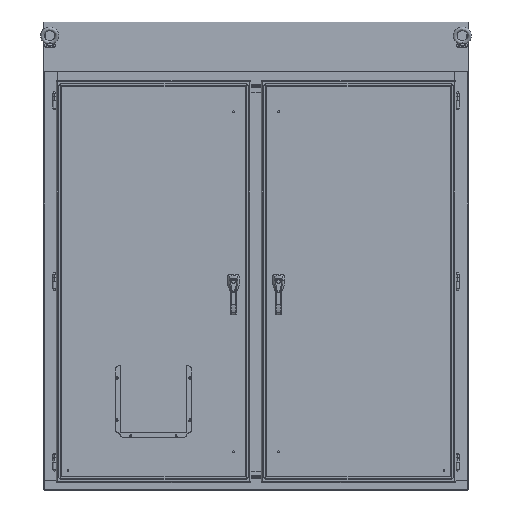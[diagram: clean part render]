
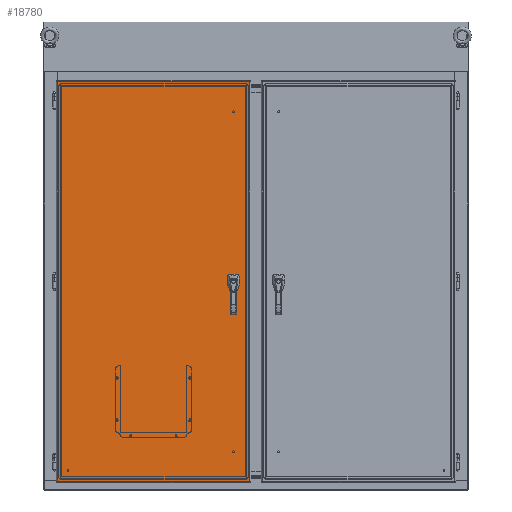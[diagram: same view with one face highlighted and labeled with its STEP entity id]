
A CAD part, front view. The second image highlights one B-rep face of the part: STEP entity #18780.
In plain terms, the highlighted planar face has unit normal (0, -1, 0).
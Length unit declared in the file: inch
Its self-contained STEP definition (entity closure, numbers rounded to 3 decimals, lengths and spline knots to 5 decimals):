
#62 = DIRECTION ( 'NONE',  ( 0., -1., 0. ) ) ;
#179 = AXIS2_PLACEMENT_3D ( 'NONE', #35681, #60982, #41094 ) ;
#439 = CARTESIAN_POINT ( 'NONE',  ( -4.387, -25.3755, -4.74296 ) ) ;
#1173 = VECTOR ( 'NONE', #26320, 39.37008 ) ;
#1522 = VERTEX_POINT ( 'NONE', #9004 ) ;
#1839 = VECTOR ( 'NONE', #8858, 39.37008 ) ;
#3463 = FACE_BOUND ( 'NONE', #47118, .T. ) ;
#3693 = CARTESIAN_POINT ( 'NONE',  ( -4.19107, -25.3755, -4.14789 ) ) ;
#4617 = CARTESIAN_POINT ( 'NONE',  ( -35.1905, -25.3755, -39.92139 ) ) ;
#5395 = CIRCLE ( 'NONE', #51758, 0.443 ) ;
#5423 = ORIENTED_EDGE ( 'NONE', *, *, #43682, .F. ) ;
#5893 = EDGE_CURVE ( 'NONE', #12946, #52598, #46161, .T. ) ;
#5918 = ORIENTED_EDGE ( 'NONE', *, *, #5893, .F. ) ;
#6287 = DIRECTION ( 'NONE',  ( 0., 0., -1. ) ) ;
#7464 = DIRECTION ( 'NONE',  ( 0., -1., 0. ) ) ;
#7852 = VERTEX_POINT ( 'NONE', #67934 ) ;
#8858 = DIRECTION ( 'NONE',  ( 0., 0., 1. ) ) ;
#8879 = EDGE_CURVE ( 'NONE', #68781, #39255, #43928, .T. ) ;
#9004 = CARTESIAN_POINT ( 'NONE',  ( -3.9915, -25.3755, -6.04839 ) ) ;
#9283 = CARTESIAN_POINT ( 'NONE',  ( -3.596, -25.3755, -4.54339 ) ) ;
#9548 = EDGE_LOOP ( 'NONE', ( #5423 ) ) ;
#10946 = CARTESIAN_POINT ( 'NONE',  ( -18.156, -25.3755, -4.54339 ) ) ;
#12350 = ORIENTED_EDGE ( 'NONE', *, *, #8879, .F. ) ;
#12716 = CARTESIAN_POINT ( 'NONE',  ( -1.1215, -25.3755, 30.83461 ) ) ;
#12946 = VERTEX_POINT ( 'NONE', #31273 ) ;
#15327 = DIRECTION ( 'NONE',  ( 0., 0., 1. ) ) ;
#18667 = EDGE_LOOP ( 'NONE', ( #40841, #75030, #5918, #29030 ) ) ;
#18780 = ADVANCED_FACE ( 'NONE', ( #60321, #53668, #3463 ), #22557, .F. ) ;
#19893 = LINE ( 'NONE', #46010, #66176 ) ;
#21554 = LINE ( 'NONE', #21962, #62007 ) ;
#21962 = CARTESIAN_POINT ( 'NONE',  ( -35.1905, -25.3755, -4.54339 ) ) ;
#22176 = LINE ( 'NONE', #66590, #38568 ) ;
#22557 = PLANE ( 'NONE',  #41397 ) ;
#22660 = EDGE_CURVE ( 'NONE', #72057, #56420, #22176, .T. ) ;
#22782 = VERTEX_POINT ( 'NONE', #439 ) ;
#22830 = CIRCLE ( 'NONE', #57287, 0.167 ) ;
#23744 = LINE ( 'NONE', #74761, #47166 ) ;
#23929 = ORIENTED_EDGE ( 'NONE', *, *, #45649, .F. ) ;
#23982 = CARTESIAN_POINT ( 'NONE',  ( -3.79193, -25.3755, -4.14789 ) ) ;
#24010 = DIRECTION ( 'NONE',  ( 0., 0., -1. ) ) ;
#25543 = CARTESIAN_POINT ( 'NONE',  ( -18.156, -25.3755, -39.92139 ) ) ;
#26132 = CARTESIAN_POINT ( 'NONE',  ( -3.9915, -25.3755, -4.54339 ) ) ;
#26198 = ORIENTED_EDGE ( 'NONE', *, *, #49098, .F. ) ;
#26320 = DIRECTION ( 'NONE',  ( 0., 0., -1. ) ) ;
#27123 = LINE ( 'NONE', #52434, #1173 ) ;
#27574 = ORIENTED_EDGE ( 'NONE', *, *, #22660, .F. ) ;
#28752 = LINE ( 'NONE', #9283, #1839 ) ;
#29030 = ORIENTED_EDGE ( 'NONE', *, *, #47581, .F. ) ;
#30790 = CARTESIAN_POINT ( 'NONE',  ( -3.9915, -25.3755, -5.88139 ) ) ;
#31273 = CARTESIAN_POINT ( 'NONE',  ( -1.1215, -25.3755, -39.92139 ) ) ;
#32107 = ORIENTED_EDGE ( 'NONE', *, *, #60023, .F. ) ;
#33116 = ORIENTED_EDGE ( 'NONE', *, *, #52713, .F. ) ;
#35069 = DIRECTION ( 'NONE',  ( 1., 0., 0. ) ) ;
#35077 = EDGE_CURVE ( 'NONE', #52598, #70952, #21554, .T. ) ;
#35681 = CARTESIAN_POINT ( 'NONE',  ( -3.9915, -25.3755, -4.54339 ) ) ;
#35825 = VECTOR ( 'NONE', #45277, 39.37008 ) ;
#38034 = CIRCLE ( 'NONE', #80414, 0.443 ) ;
#38557 = EDGE_CURVE ( 'NONE', #39255, #22782, #27123, .T. ) ;
#38568 = VECTOR ( 'NONE', #35069, 39.37008 ) ;
#38632 = DIRECTION ( 'NONE',  ( 0., 0., -1. ) ) ;
#38753 = AXIS2_PLACEMENT_3D ( 'NONE', #76373, #45670, #6287 ) ;
#39255 = VERTEX_POINT ( 'NONE', #67268 ) ;
#40841 = ORIENTED_EDGE ( 'NONE', *, *, #80634, .F. ) ;
#41094 = DIRECTION ( 'NONE',  ( 0., 0., -1. ) ) ;
#41397 = AXIS2_PLACEMENT_3D ( 'NONE', #10946, #54496, #55319 ) ;
#42789 = VERTEX_POINT ( 'NONE', #23982 ) ;
#43682 = EDGE_CURVE ( 'NONE', #1522, #1522, #22830, .T. ) ;
#43928 = CIRCLE ( 'NONE', #179, 0.443 ) ;
#45277 = DIRECTION ( 'NONE',  ( -1., 0., 0. ) ) ;
#45649 = EDGE_CURVE ( 'NONE', #7852, #59679, #28752, .T. ) ;
#45670 = DIRECTION ( 'NONE',  ( 0., -1., 0. ) ) ;
#46010 = CARTESIAN_POINT ( 'NONE',  ( -1.1215, -25.3755, -4.54339 ) ) ;
#46161 = LINE ( 'NONE', #25543, #74143 ) ;
#47118 = EDGE_LOOP ( 'NONE', ( #26198, #60033, #12350, #32107, #33116, #23929, #48466, #27574 ) ) ;
#47166 = VECTOR ( 'NONE', #68962, 39.37008 ) ;
#47581 = EDGE_CURVE ( 'NONE', #70545, #12946, #19893, .T. ) ;
#48466 = ORIENTED_EDGE ( 'NONE', *, *, #63985, .F. ) ;
#49098 = EDGE_CURVE ( 'NONE', #22782, #72057, #5395, .T. ) ;
#51758 = AXIS2_PLACEMENT_3D ( 'NONE', #80847, #81252, #24010 ) ;
#52085 = CARTESIAN_POINT ( 'NONE',  ( -3.596, -25.3755, -4.34382 ) ) ;
#52434 = CARTESIAN_POINT ( 'NONE',  ( -4.387, -25.3755, -4.54339 ) ) ;
#52598 = VERTEX_POINT ( 'NONE', #4617 ) ;
#52713 = EDGE_CURVE ( 'NONE', #59679, #42789, #38034, .T. ) ;
#52781 = DIRECTION ( 'NONE',  ( -1., 0., 0. ) ) ;
#53668 = FACE_BOUND ( 'NONE', #9548, .T. ) ;
#54496 = DIRECTION ( 'NONE',  ( 0., 1., 0. ) ) ;
#55319 = DIRECTION ( 'NONE',  ( 0., 0., 1. ) ) ;
#55686 = DIRECTION ( 'NONE',  ( 0., 0., -1. ) ) ;
#56420 = VERTEX_POINT ( 'NONE', #58831 ) ;
#57287 = AXIS2_PLACEMENT_3D ( 'NONE', #30790, #62, #55686 ) ;
#58509 = LINE ( 'NONE', #70156, #35825 ) ;
#58831 = CARTESIAN_POINT ( 'NONE',  ( -3.79193, -25.3755, -4.93889 ) ) ;
#59679 = VERTEX_POINT ( 'NONE', #52085 ) ;
#60023 = EDGE_CURVE ( 'NONE', #42789, #68781, #58509, .T. ) ;
#60033 = ORIENTED_EDGE ( 'NONE', *, *, #38557, .F. ) ;
#60321 = FACE_OUTER_BOUND ( 'NONE', #18667, .T. ) ;
#60982 = DIRECTION ( 'NONE',  ( 0., -1., 0. ) ) ;
#62007 = VECTOR ( 'NONE', #15327, 39.37008 ) ;
#63887 = DIRECTION ( 'NONE',  ( 0., 0., -1. ) ) ;
#63985 = EDGE_CURVE ( 'NONE', #56420, #7852, #73144, .T. ) ;
#66176 = VECTOR ( 'NONE', #63887, 39.37008 ) ;
#66590 = CARTESIAN_POINT ( 'NONE',  ( -18.156, -25.3755, -4.93889 ) ) ;
#67263 = CARTESIAN_POINT ( 'NONE',  ( -35.1905, -25.3755, 30.83461 ) ) ;
#67268 = CARTESIAN_POINT ( 'NONE',  ( -4.387, -25.3755, -4.34382 ) ) ;
#67934 = CARTESIAN_POINT ( 'NONE',  ( -3.596, -25.3755, -4.74296 ) ) ;
#68781 = VERTEX_POINT ( 'NONE', #3693 ) ;
#68962 = DIRECTION ( 'NONE',  ( 1., 0., 0. ) ) ;
#70156 = CARTESIAN_POINT ( 'NONE',  ( -18.156, -25.3755, -4.14789 ) ) ;
#70545 = VERTEX_POINT ( 'NONE', #12716 ) ;
#70952 = VERTEX_POINT ( 'NONE', #67263 ) ;
#72057 = VERTEX_POINT ( 'NONE', #74553 ) ;
#73144 = CIRCLE ( 'NONE', #38753, 0.443 ) ;
#74143 = VECTOR ( 'NONE', #52781, 39.37008 ) ;
#74553 = CARTESIAN_POINT ( 'NONE',  ( -4.19107, -25.3755, -4.93889 ) ) ;
#74761 = CARTESIAN_POINT ( 'NONE',  ( -18.156, -25.3755, 30.83461 ) ) ;
#75030 = ORIENTED_EDGE ( 'NONE', *, *, #35077, .F. ) ;
#76373 = CARTESIAN_POINT ( 'NONE',  ( -3.9915, -25.3755, -4.54339 ) ) ;
#80414 = AXIS2_PLACEMENT_3D ( 'NONE', #26132, #7464, #38632 ) ;
#80634 = EDGE_CURVE ( 'NONE', #70952, #70545, #23744, .T. ) ;
#80847 = CARTESIAN_POINT ( 'NONE',  ( -3.9915, -25.3755, -4.54339 ) ) ;
#81252 = DIRECTION ( 'NONE',  ( 0., -1., 0. ) ) ;
